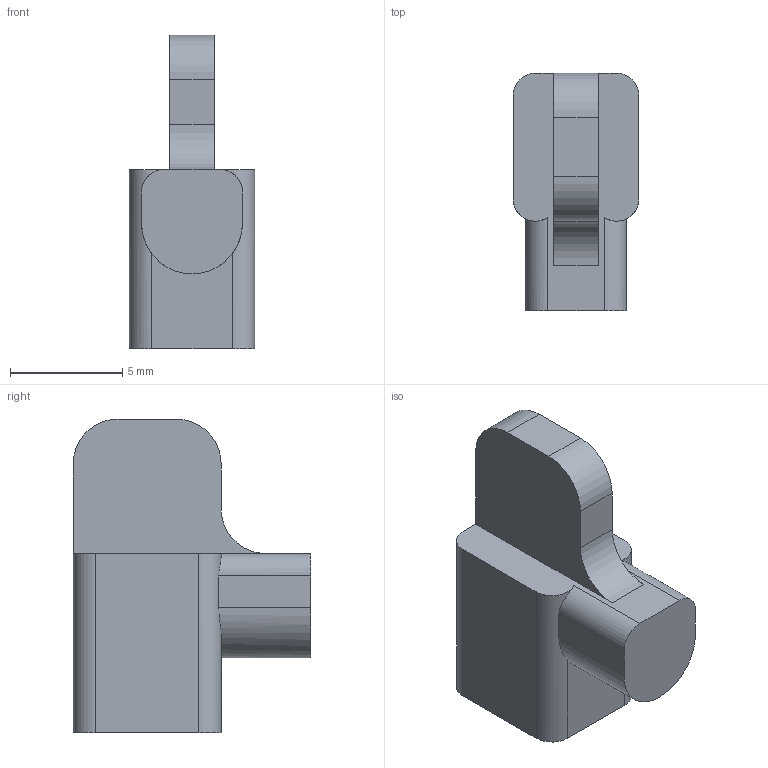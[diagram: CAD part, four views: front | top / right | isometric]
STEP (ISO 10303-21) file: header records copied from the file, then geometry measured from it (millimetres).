
FILE_DESCRIPTION(/* description */ ('STEP AP214'),/* implementation_level */ '2;1');
FILE_NAME(/* name */ '60454df385bdcf1887484ff9',/* time_stamp */ '2021-03-07T22:04:36+00:00',/* author */ (''),/* organization */ (''),/* preprocessor_version */ 'ST-DEVELOPER v18.1',/* originating_system */ ' ',/* authorisation */ ' ');
FILE_SCHEMA (('AUTOMOTIVE_DESIGN {1 0 10303 214 3 1 1}'));
Length unit declared in the file: metre
Products named in the file (1): BFP_flag
Bounding box: 5.6 x 10.6 x 14 mm (x, y, z)
Volume: 365.6 mm3; surface area: 488.5 mm2
Topology: 1 solids, 1 shells, 25 faces, 66 edges, 44 vertices
Faces by surface type: plane 14, cylinder 11
Full cylindrical faces by diameter (mm): 3.9 x1
Entity records: 811 total; most frequent: CARTESIAN_POINT 149, DIRECTION 133, ORIENTED_EDGE 130, EDGE_CURVE 65, AXIS2_PLACEMENT_3D 46, VERTEX_POINT 44, LINE 41, VECTOR 41
